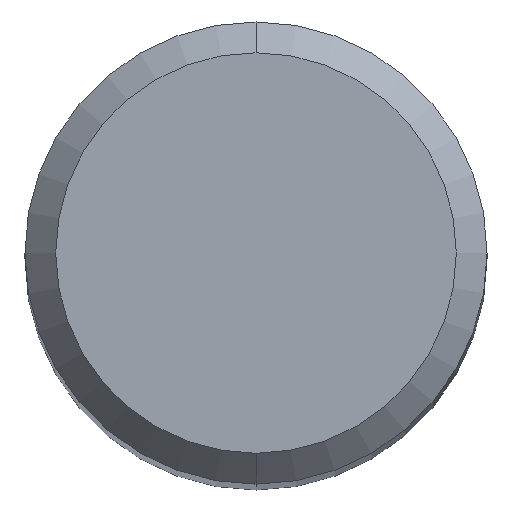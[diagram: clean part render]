
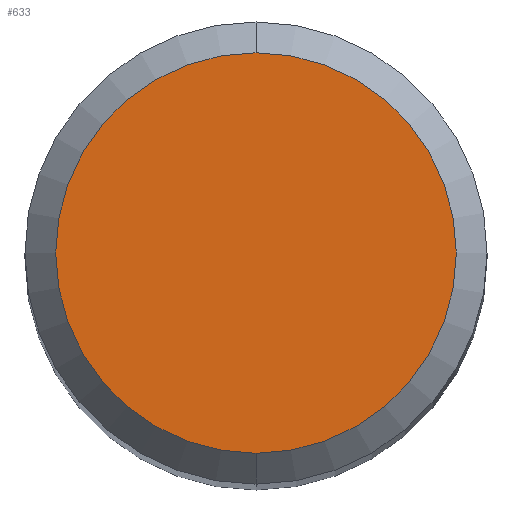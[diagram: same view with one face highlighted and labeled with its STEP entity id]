
A CAD part, top view. The second image highlights one B-rep face of the part: STEP entity #633.
In plain terms, the highlighted planar face has unit normal (0, 0, 1).
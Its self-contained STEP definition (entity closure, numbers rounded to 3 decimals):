
#547=VERTEX_POINT('',#1500);
#633=ADVANCED_FACE('',(#1593),#1594,.T.);
#1037=EDGE_CURVE('',#547,#1341,#2036,.T.);
#1197=EDGE_CURVE('',#1341,#547,#2208,.T.);
#1341=VERTEX_POINT('',#2365);
#1500=CARTESIAN_POINT('',(0.,-2.6,0.0));
#1593=FACE_OUTER_BOUND('',#3646,.T.);
#1594=PLANE('',#3647);
#2036=CIRCLE('',#8429,2.6);
#2208=CIRCLE('',#10773,2.6);
#2365=CARTESIAN_POINT('',(0.0,2.6,0.0));
#3646=EDGE_LOOP('',(#14045,#14046));
#3647=AXIS2_PLACEMENT_3D('',#14047,#14048,#14049);
#8429=AXIS2_PLACEMENT_3D('',#14485,#14486,#14487);
#10773=AXIS2_PLACEMENT_3D('',#14617,#14618,#14619);
#14045=ORIENTED_EDGE('',*,*,#1197,.F.);
#14046=ORIENTED_EDGE('',*,*,#1037,.F.);
#14047=CARTESIAN_POINT('',(0.0,1.3,0.0));
#14048=DIRECTION('',(-0.0,0.0,1.0));
#14049=DIRECTION('',(0.0,-1.0,0.0));
#14485=CARTESIAN_POINT('',(0.0,0.0,0.0));
#14486=DIRECTION('',(0.0,0.0,-1.0));
#14487=DIRECTION('',(0.0,1.0,0.0));
#14617=CARTESIAN_POINT('',(0.0,0.0,0.0));
#14618=DIRECTION('',(0.0,0.0,-1.0));
#14619=DIRECTION('',(0.0,1.0,0.0));
